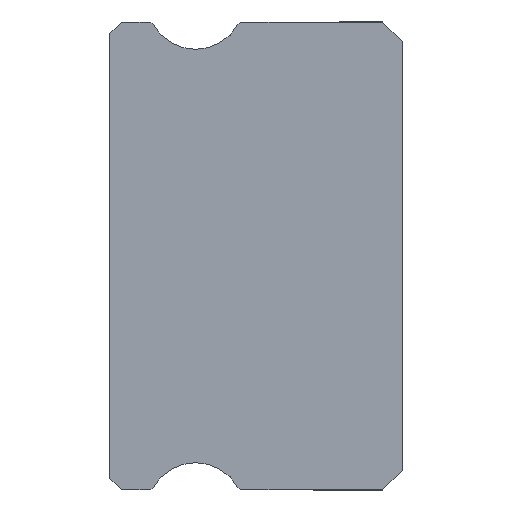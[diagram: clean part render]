
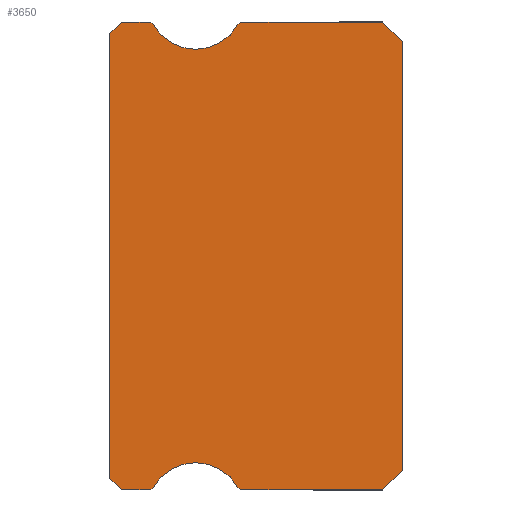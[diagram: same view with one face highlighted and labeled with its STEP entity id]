
A CAD part, left-side view. The second image highlights one B-rep face of the part: STEP entity #3650.
In plain terms, the highlighted planar face has unit normal (-1, 0, 0).
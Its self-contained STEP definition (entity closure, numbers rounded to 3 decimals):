
#96 = DIRECTION ( 'NONE',  ( 0., 0., 1. ) ) ;
#154 = DIRECTION ( 'NONE',  ( 0., 0., -1. ) ) ;
#160 = CARTESIAN_POINT ( 'NONE',  ( -10., 5.3, 5.3 ) ) ;
#260 = CARTESIAN_POINT ( 'NONE',  ( -10., 7.2, 6. ) ) ;
#264 = EDGE_CURVE ( 'NONE', #4827, #2816, #1345, .T. ) ;
#357 = CARTESIAN_POINT ( 'NONE',  ( -10., 4.088, 5.85 ) ) ;
#410 = EDGE_CURVE ( 'NONE', #3959, #3697, #4150, .T. ) ;
#412 = CARTESIAN_POINT ( 'NONE',  ( -10., 0., -5.5 ) ) ;
#421 = CARTESIAN_POINT ( 'NONE',  ( -10., 6.512, 5.85 ) ) ;
#423 = VERTEX_POINT ( 'NONE', #2561 ) ;
#478 = AXIS2_PLACEMENT_3D ( 'NONE', #421, #5752, #1844 ) ;
#524 = AXIS2_PLACEMENT_3D ( 'NONE', #3987, #5957, #1946 ) ;
#550 = VECTOR ( 'NONE', #3484, 1000. ) ;
#589 = DIRECTION ( 'NONE',  ( 0., 0., -1. ) ) ;
#613 = LINE ( 'NONE', #3964, #550 ) ;
#616 = LINE ( 'NONE', #3004, #1316 ) ;
#632 = ORIENTED_EDGE ( 'NONE', *, *, #5625, .F. ) ;
#717 = EDGE_CURVE ( 'NONE', #423, #5919, #613, .T. ) ;
#762 = CIRCLE ( 'NONE', #1063, 1.25 ) ;
#850 = CARTESIAN_POINT ( 'NONE',  ( -10., 0.5, 6. ) ) ;
#864 = VECTOR ( 'NONE', #1955, 1000. ) ;
#902 = CARTESIAN_POINT ( 'NONE',  ( -10., 0.5, -6. ) ) ;
#942 = AXIS2_PLACEMENT_3D ( 'NONE', #1621, #5424, #154 ) ;
#1063 = AXIS2_PLACEMENT_3D ( 'NONE', #3231, #2755, #5666 ) ;
#1100 = CARTESIAN_POINT ( 'NONE',  ( -10., 7.5, 5.7 ) ) ;
#1242 = EDGE_CURVE ( 'NONE', #3697, #3050, #4354, .T. ) ;
#1316 = VECTOR ( 'NONE', #96, 1000. ) ;
#1321 = VERTEX_POINT ( 'NONE', #2465 ) ;
#1345 = LINE ( 'NONE', #6353, #864 ) ;
#1614 = VECTOR ( 'NONE', #2371, 1000. ) ;
#1621 = CARTESIAN_POINT ( 'NONE',  ( -10., 6.512, 5.85 ) ) ;
#1647 = ORIENTED_EDGE ( 'NONE', *, *, #5269, .T. ) ;
#1701 = ORIENTED_EDGE ( 'NONE', *, *, #4494, .T. ) ;
#1709 = VECTOR ( 'NONE', #2982, 1000. ) ;
#1743 = ORIENTED_EDGE ( 'NONE', *, *, #1242, .F. ) ;
#1747 = ORIENTED_EDGE ( 'NONE', *, *, #3391, .F. ) ;
#1819 = EDGE_CURVE ( 'NONE', #3638, #4955, #5344, .T. ) ;
#1830 = LINE ( 'NONE', #260, #3811 ) ;
#1844 = DIRECTION ( 'NONE',  ( 0., 0., -1. ) ) ;
#1896 = VECTOR ( 'NONE', #4952, 1000. ) ;
#1901 = VECTOR ( 'NONE', #6337, 1000. ) ;
#1946 = DIRECTION ( 'NONE',  ( 0., 0., -1. ) ) ;
#1955 = DIRECTION ( 'NONE',  ( 0., 1., 0. ) ) ;
#2030 = EDGE_CURVE ( 'NONE', #3621, #3638, #4949, .T. ) ;
#2046 = DIRECTION ( 'NONE',  ( -1., 0., 0. ) ) ;
#2061 = CARTESIAN_POINT ( 'NONE',  ( -10., 6.512, -6. ) ) ;
#2278 = CARTESIAN_POINT ( 'NONE',  ( -10., 7.2, -6. ) ) ;
#2304 = DIRECTION ( 'NONE',  ( 1., 0., 0. ) ) ;
#2313 = DIRECTION ( 'NONE',  ( 0., 0.707, -0.707 ) ) ;
#2335 = DIRECTION ( 'NONE',  ( 0., 1., 0. ) ) ;
#2371 = DIRECTION ( 'NONE',  ( 0., -0.707, -0.707 ) ) ;
#2395 = LINE ( 'NONE', #3380, #1614 ) ;
#2449 = VERTEX_POINT ( 'NONE', #4486 ) ;
#2463 = CARTESIAN_POINT ( 'NONE',  ( -10., 0., -5.5 ) ) ;
#2465 = CARTESIAN_POINT ( 'NONE',  ( -10., 6.383, 5.925 ) ) ;
#2561 = CARTESIAN_POINT ( 'NONE',  ( -10., 7.2, 6. ) ) ;
#2595 = CIRCLE ( 'NONE', #524, 1.25 ) ;
#2596 = CIRCLE ( 'NONE', #942, 0.15 ) ;
#2633 = CARTESIAN_POINT ( 'NONE',  ( -10., 5.3, -6.55 ) ) ;
#2712 = EDGE_CURVE ( 'NONE', #1321, #6207, #2595, .T. ) ;
#2755 = DIRECTION ( 'NONE',  ( -1., 0., 0. ) ) ;
#2804 = CIRCLE ( 'NONE', #4324, 0.15 ) ;
#2816 = VERTEX_POINT ( 'NONE', #3480 ) ;
#2825 = VERTEX_POINT ( 'NONE', #2463 ) ;
#2856 = EDGE_CURVE ( 'NONE', #2449, #5919, #4999, .T. ) ;
#2879 = FACE_OUTER_BOUND ( 'NONE', #3151, .T. ) ;
#2930 = ORIENTED_EDGE ( 'NONE', *, *, #2712, .F. ) ;
#2932 = LINE ( 'NONE', #412, #4690 ) ;
#2982 = DIRECTION ( 'NONE',  ( 0., -1., 0. ) ) ;
#3004 = CARTESIAN_POINT ( 'NONE',  ( -10., 0., 5.5 ) ) ;
#3029 = CARTESIAN_POINT ( 'NONE',  ( -10., 4.217, 5.925 ) ) ;
#3050 = VERTEX_POINT ( 'NONE', #5203 ) ;
#3151 = EDGE_LOOP ( 'NONE', ( #4423, #3880, #1701, #6138, #1743, #5506, #632, #6122, #6124, #5664, #4554, #4563, #4115, #1747, #2930, #3632, #1647 ) ) ;
#3217 = EDGE_CURVE ( 'NONE', #4867, #3050, #5507, .T. ) ;
#3231 = CARTESIAN_POINT ( 'NONE',  ( -10., 5.3, 6.55 ) ) ;
#3293 = DIRECTION ( 'NONE',  ( 0., 0., -1. ) ) ;
#3380 = CARTESIAN_POINT ( 'NONE',  ( -10., 7.2, -6. ) ) ;
#3391 = EDGE_CURVE ( 'NONE', #6207, #6004, #762, .T. ) ;
#3466 = CARTESIAN_POINT ( 'NONE',  ( -10., 6.512, 6. ) ) ;
#3480 = CARTESIAN_POINT ( 'NONE',  ( -10., 4.088, -6. ) ) ;
#3484 = DIRECTION ( 'NONE',  ( 0., 0.707, -0.707 ) ) ;
#3526 = AXIS2_PLACEMENT_3D ( 'NONE', #4159, #6123, #5712 ) ;
#3621 = VERTEX_POINT ( 'NONE', #6348 ) ;
#3632 = ORIENTED_EDGE ( 'NONE', *, *, #6295, .F. ) ;
#3638 = VERTEX_POINT ( 'NONE', #850 ) ;
#3650 = ADVANCED_FACE ( 'NONE', ( #2879 ), #4270, .F. ) ;
#3697 = VERTEX_POINT ( 'NONE', #4399 ) ;
#3811 = VECTOR ( 'NONE', #2335, 1000. ) ;
#3874 = EDGE_CURVE ( 'NONE', #2825, #4955, #616, .T. ) ;
#3880 = ORIENTED_EDGE ( 'NONE', *, *, #2856, .F. ) ;
#3959 = VERTEX_POINT ( 'NONE', #6230 ) ;
#3964 = CARTESIAN_POINT ( 'NONE',  ( -10., 7.5, 5.7 ) ) ;
#3987 = CARTESIAN_POINT ( 'NONE',  ( -10., 5.3, 6.55 ) ) ;
#3992 = CARTESIAN_POINT ( 'NONE',  ( -10., 7.5, 5.85 ) ) ;
#4115 = ORIENTED_EDGE ( 'NONE', *, *, #5557, .F. ) ;
#4150 = CIRCLE ( 'NONE', #6105, 1.25 ) ;
#4159 = CARTESIAN_POINT ( 'NONE',  ( -10., 6.512, -5.85 ) ) ;
#4270 = PLANE ( 'NONE',  #478 ) ;
#4324 = AXIS2_PLACEMENT_3D ( 'NONE', #357, #5290, #3293 ) ;
#4354 = CIRCLE ( 'NONE', #3526, 0.15 ) ;
#4399 = CARTESIAN_POINT ( 'NONE',  ( -10., 6.383, -5.925 ) ) ;
#4423 = ORIENTED_EDGE ( 'NONE', *, *, #717, .T. ) ;
#4468 = EDGE_CURVE ( 'NONE', #2825, #4827, #2932, .T. ) ;
#4486 = CARTESIAN_POINT ( 'NONE',  ( -10., 7.5, -5.7 ) ) ;
#4494 = EDGE_CURVE ( 'NONE', #2449, #4867, #2395, .T. ) ;
#4531 = AXIS2_PLACEMENT_3D ( 'NONE', #6150, #2304, #6217 ) ;
#4547 = DIRECTION ( 'NONE',  ( 0., 0., 1. ) ) ;
#4554 = ORIENTED_EDGE ( 'NONE', *, *, #1819, .F. ) ;
#4563 = ORIENTED_EDGE ( 'NONE', *, *, #2030, .F. ) ;
#4690 = VECTOR ( 'NONE', #2313, 1000. ) ;
#4704 = CARTESIAN_POINT ( 'NONE',  ( -10., 6.512, 6. ) ) ;
#4827 = VERTEX_POINT ( 'NONE', #902 ) ;
#4867 = VERTEX_POINT ( 'NONE', #2278 ) ;
#4942 = CIRCLE ( 'NONE', #4531, 0.15 ) ;
#4949 = LINE ( 'NONE', #3466, #1709 ) ;
#4952 = DIRECTION ( 'NONE',  ( 0., -1., 0. ) ) ;
#4955 = VERTEX_POINT ( 'NONE', #5469 ) ;
#4999 = LINE ( 'NONE', #3992, #6286 ) ;
#5203 = CARTESIAN_POINT ( 'NONE',  ( -10., 6.512, -6. ) ) ;
#5269 = EDGE_CURVE ( 'NONE', #5548, #423, #1830, .T. ) ;
#5290 = DIRECTION ( 'NONE',  ( 1., 0., 0. ) ) ;
#5344 = LINE ( 'NONE', #5886, #1901 ) ;
#5424 = DIRECTION ( 'NONE',  ( 1., 0., 0. ) ) ;
#5469 = CARTESIAN_POINT ( 'NONE',  ( -10., 0., 5.5 ) ) ;
#5506 = ORIENTED_EDGE ( 'NONE', *, *, #410, .F. ) ;
#5507 = LINE ( 'NONE', #2061, #1896 ) ;
#5548 = VERTEX_POINT ( 'NONE', #4704 ) ;
#5557 = EDGE_CURVE ( 'NONE', #6004, #3621, #2804, .T. ) ;
#5625 = EDGE_CURVE ( 'NONE', #2816, #3959, #4942, .T. ) ;
#5664 = ORIENTED_EDGE ( 'NONE', *, *, #3874, .T. ) ;
#5666 = DIRECTION ( 'NONE',  ( 0., 0., -1. ) ) ;
#5712 = DIRECTION ( 'NONE',  ( 0., 0., -1. ) ) ;
#5752 = DIRECTION ( 'NONE',  ( 1., 0., 0. ) ) ;
#5886 = CARTESIAN_POINT ( 'NONE',  ( -10., 0.5, 6. ) ) ;
#5919 = VERTEX_POINT ( 'NONE', #1100 ) ;
#5957 = DIRECTION ( 'NONE',  ( -1., 0., 0. ) ) ;
#6004 = VERTEX_POINT ( 'NONE', #3029 ) ;
#6105 = AXIS2_PLACEMENT_3D ( 'NONE', #2633, #2046, #589 ) ;
#6122 = ORIENTED_EDGE ( 'NONE', *, *, #264, .F. ) ;
#6123 = DIRECTION ( 'NONE',  ( 1., 0., 0. ) ) ;
#6124 = ORIENTED_EDGE ( 'NONE', *, *, #4468, .F. ) ;
#6138 = ORIENTED_EDGE ( 'NONE', *, *, #3217, .T. ) ;
#6150 = CARTESIAN_POINT ( 'NONE',  ( -10., 4.088, -5.85 ) ) ;
#6207 = VERTEX_POINT ( 'NONE', #160 ) ;
#6217 = DIRECTION ( 'NONE',  ( 0., 0., -1. ) ) ;
#6230 = CARTESIAN_POINT ( 'NONE',  ( -10., 4.217, -5.925 ) ) ;
#6286 = VECTOR ( 'NONE', #4547, 1000. ) ;
#6295 = EDGE_CURVE ( 'NONE', #5548, #1321, #2596, .T. ) ;
#6337 = DIRECTION ( 'NONE',  ( 0., -0.707, -0.707 ) ) ;
#6348 = CARTESIAN_POINT ( 'NONE',  ( -10., 4.088, 6. ) ) ;
#6353 = CARTESIAN_POINT ( 'NONE',  ( -10., 6.512, -6. ) ) ;
